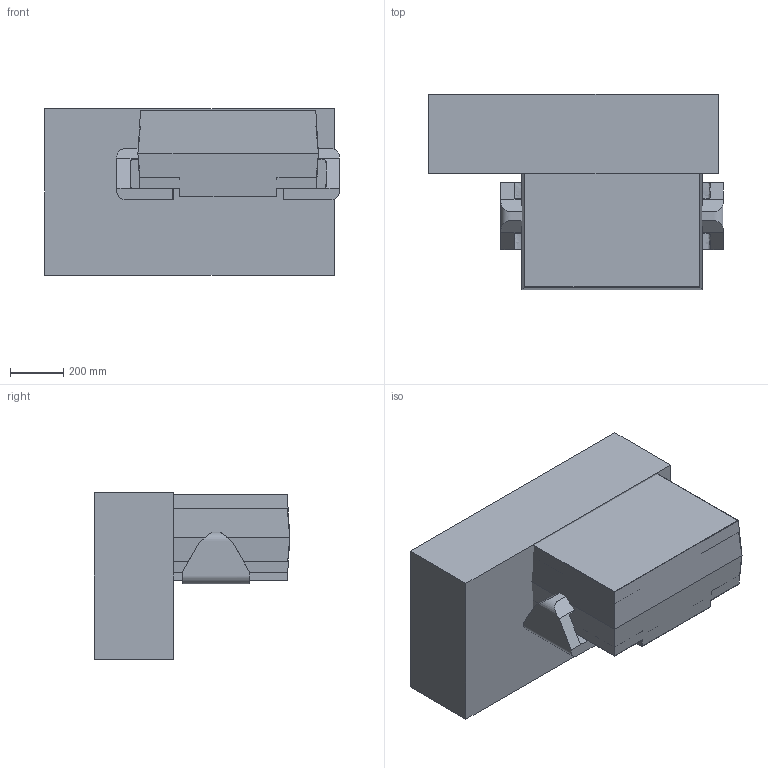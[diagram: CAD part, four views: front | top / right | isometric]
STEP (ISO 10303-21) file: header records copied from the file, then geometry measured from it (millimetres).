
FILE_DESCRIPTION(/* description */ (''),/* implementation_level */ '2;1');
FILE_NAME(/* name */ 'HSMC',/* time_stamp */ '2019-10-29T11:00:29+08:00',/* author */ (''),/* organization */ (''),/* preprocessor_version */ 'ST-DEVELOPER v10',/* originating_system */ '',/* authorisation */ '');
FILE_SCHEMA (('CONFIG_CONTROL_DESIGN'));
Length unit declared in the file: centimetre
Products named in the file (1): 1
Bounding box: 1110.96 x 737.2 x 626.79 mm (x, y, z)
Volume: 411301251.7 mm3; surface area: 7196783 mm2
Topology: 7 solids, 7 shells, 124 faces, 262 edges, 152 vertices
Faces by surface type: bspline 124
Entity records: 4611 total; most frequent: CARTESIAN_POINT 3029, ORIENTED_EDGE 520, EDGE_CURVE 260, VERTEX_POINT 150, ADVANCED_FACE 124, FACE_OUTER_BOUND 124, EDGE_LOOP 124, B_SPLINE_CURVE_WITH_KNOTS 120
